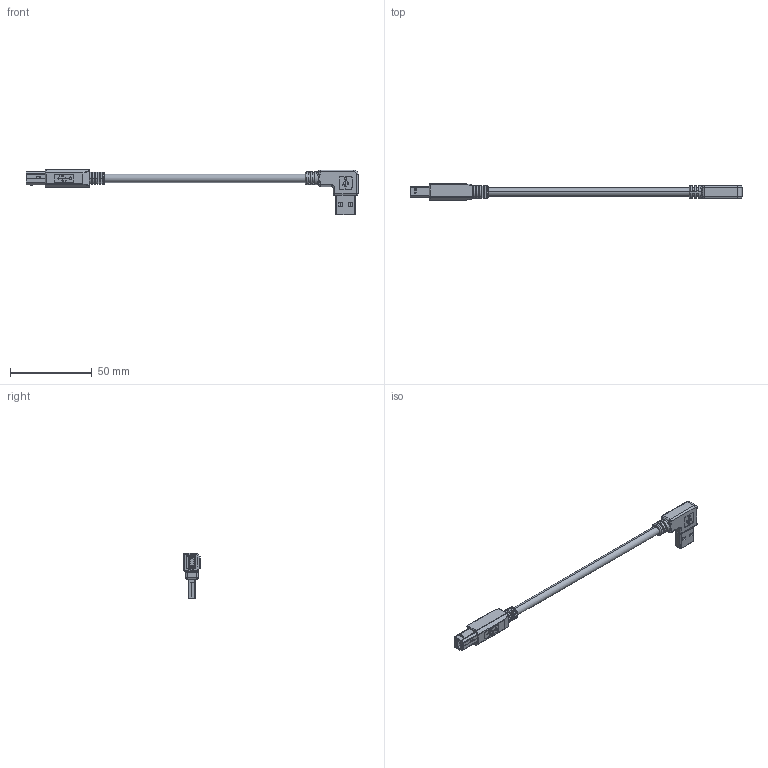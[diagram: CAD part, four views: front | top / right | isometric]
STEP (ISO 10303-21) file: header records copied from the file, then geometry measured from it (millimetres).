
FILE_DESCRIPTION (( 'STEP AP214' ), '1' );
FILE_NAME ('CA90RA-B.STEP', '2012-10-31T15:29:48', ( 'x' ), ( '' ), 'SwSTEP 2.0', 'SolidWorks 2012', '' );
FILE_SCHEMA (( 'AUTOMOTIVE_DESIGN' ));
Length unit declared in the file: inch
Products named in the file (14): MTN-160_WITH NEW LOGO; 1AA05-004; 1AA05-004-MA2_NOT CRIMPED; 1AA05-004-MA1; 1AA05-004 COMBINE___; 1AA05-045-MA2; 1AA05-045-MA1; 1AA05-004(USB B STR MALE SOLDER TYPE HOUSING ASSEMBLY)___; MTN-244_with Global Connectivity logo-RIGHT; MTN-244_Right - with Global Connectivity logo; MTN-244-MA1; 1AL08-098_SP49155 (8" OAL REP); CA90RA-B; 3AB06-026_WITH NEW LOGO
Assembly tree (15 placements, depth 5):
  CA90RA-B
    1AL08-098_SP49155 (8" OAL REP)
    MTN-244_with Global Connectivity logo-RIGHT
      MTN-244-MA1
      MTN-244_Right - with Global Connectivity logo
    3AB06-026_WITH NEW LOGO
      1AA05-004
        1AA05-004 COMBINE___
          1AA05-004(USB B STR MALE SOLDER TYPE HOUSING ASSEMBLY)___
          1AA05-045-MA1  x2
          1AA05-045-MA2  x2
        1AA05-004-MA1
        1AA05-004-MA2_NOT CRIMPED
      MTN-160_WITH NEW LOGO
Bounding box: 202.94 x 10 x 27.71 mm (x, y, z)
Volume: 10138 mm3; surface area: 10276.4 mm2
Topology: 16 solids, 16 shells, 1248 faces, 3257 edges, 2055 vertices
Faces by surface type: plane 789, cylinder 267, bspline 140, torus 28, sphere 24
Entity records: 41912 total; most frequent: CARTESIAN_POINT 11227, ORIENTED_EDGE 5942, DIRECTION 5280, EDGE_CURVE 2971, VECTOR 2140, LINE 2140, VERTEX_POINT 1903, AXIS2_PLACEMENT_3D 1570
